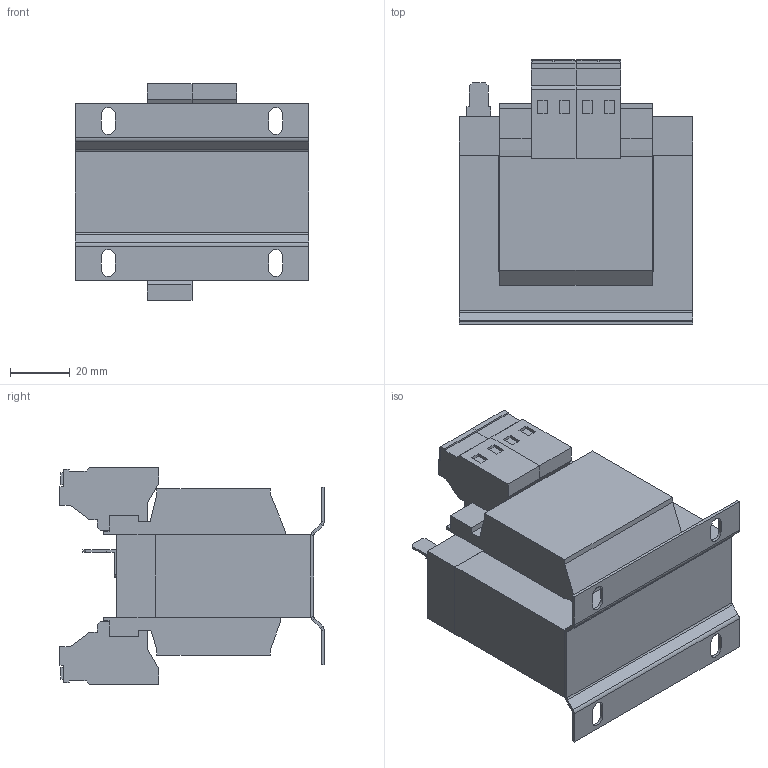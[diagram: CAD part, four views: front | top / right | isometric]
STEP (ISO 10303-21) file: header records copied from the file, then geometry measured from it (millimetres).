
FILE_DESCRIPTION (( 'STEP AP214' ), '1' );
FILE_NAME ('227143.STEP', '2020-07-06T12:11:56', ( '' ), ( '' ), 'SwSTEP 2.0', 'SolidWorks 2018', '' );
FILE_SCHEMA (( 'AUTOMOTIVE_DESIGN' ));
Length unit declared in the file: millimetre
Products named in the file (1): 227143
Bounding box: 78 x 88.5 x 72.6 mm (x, y, z)
Volume: 233210.8 mm3; surface area: 45381.2 mm2
Topology: 1 solids, 1 shells, 268 faces, 683 edges, 434 vertices
Faces by surface type: plane 240, cylinder 28
Entity records: 7945 total; most frequent: CARTESIAN_POINT 1386, ORIENTED_EDGE 1366, DIRECTION 1277, EDGE_CURVE 683, VECTOR 627, LINE 627, VERTEX_POINT 434, AXIS2_PLACEMENT_3D 325
